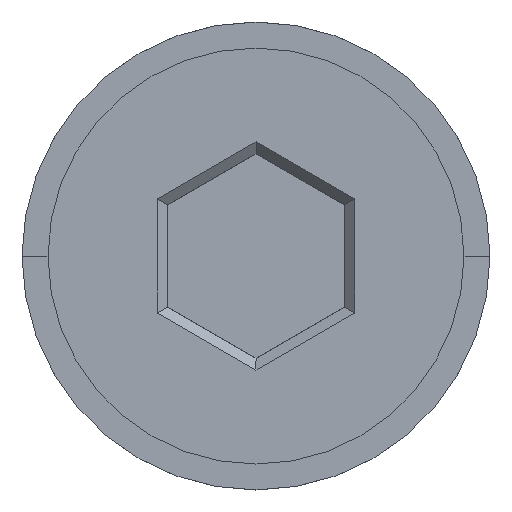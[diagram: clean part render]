
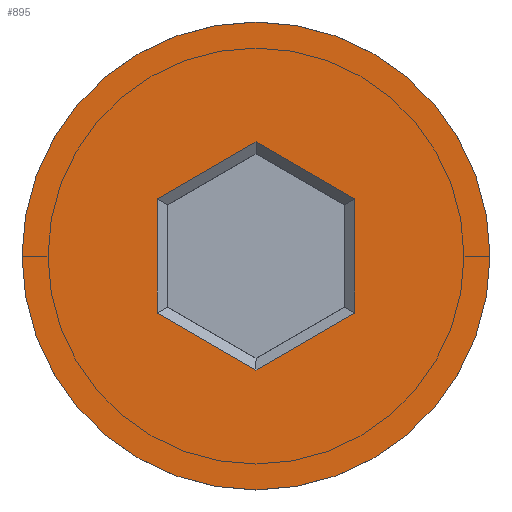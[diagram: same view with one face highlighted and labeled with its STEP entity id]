
A CAD part, top view. The second image highlights one B-rep face of the part: STEP entity #895.
In plain terms, the highlighted planar face has unit normal (0, 0, 1).
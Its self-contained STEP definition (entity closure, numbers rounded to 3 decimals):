
#9 = AXIS2_PLACEMENT_3D ( 'NONE', #1125, #110, #1117 ) ;
#35 = CARTESIAN_POINT ( 'NONE',  ( 0.1, -2.136, 0. ) ) ;
#110 = DIRECTION ( 'NONE',  ( 0., 0., 1. ) ) ;
#119 = CARTESIAN_POINT ( 'NONE',  ( -1.8, -1.155, 0. ) ) ;
#122 = VECTOR ( 'NONE', #360, 1000. ) ;
#133 = VERTEX_POINT ( 'NONE', #610 ) ;
#185 = DIRECTION ( 'NONE',  ( 1., 0., 0. ) ) ;
#192 = VERTEX_POINT ( 'NONE', #1288 ) ;
#227 = VERTEX_POINT ( 'NONE', #505 ) ;
#240 = FACE_OUTER_BOUND ( 'NONE', #1011, .T. ) ;
#241 = VERTEX_POINT ( 'NONE', #1279 ) ;
#271 = CARTESIAN_POINT ( 'NONE',  ( 0., 0., 0. ) ) ;
#272 = CARTESIAN_POINT ( 'NONE',  ( 1.8, 1.155, 0. ) ) ;
#299 = VERTEX_POINT ( 'NONE', #1199 ) ;
#310 = EDGE_CURVE ( 'NONE', #241, #192, #868, .T. ) ;
#325 = CARTESIAN_POINT ( 'NONE',  ( -1.9, 0.981, 0. ) ) ;
#343 = ORIENTED_EDGE ( 'NONE', *, *, #645, .T. ) ;
#360 = DIRECTION ( 'NONE',  ( 0., -1., 0. ) ) ;
#367 = DIRECTION ( 'NONE',  ( 0.866, 0.5, 0. ) ) ;
#382 = CARTESIAN_POINT ( 'NONE',  ( -0.1, 2.136, 0. ) ) ;
#385 = DIRECTION ( 'NONE',  ( -0.866, -0.5, 0. ) ) ;
#387 = LINE ( 'NONE', #382, #847 ) ;
#414 = CARTESIAN_POINT ( 'NONE',  ( 0., 0., 0. ) ) ;
#428 = ORIENTED_EDGE ( 'NONE', *, *, #1000, .T. ) ;
#431 = ORIENTED_EDGE ( 'NONE', *, *, #1213, .T. ) ;
#460 = EDGE_CURVE ( 'NONE', #299, #552, #558, .T. ) ;
#487 = LINE ( 'NONE', #1366, #122 ) ;
#505 = CARTESIAN_POINT ( 'NONE',  ( 0., 2.194, 0. ) ) ;
#552 = VERTEX_POINT ( 'NONE', #818 ) ;
#558 = LINE ( 'NONE', #119, #1295 ) ;
#594 = EDGE_CURVE ( 'NONE', #133, #227, #387, .T. ) ;
#603 = LINE ( 'NONE', #35, #1402 ) ;
#610 = CARTESIAN_POINT ( 'NONE',  ( -1.9, 1.097, 0. ) ) ;
#645 = EDGE_CURVE ( 'NONE', #227, #1315, #837, .T. ) ;
#669 = DIRECTION ( 'NONE',  ( 0., 1., 0. ) ) ;
#687 = AXIS2_PLACEMENT_3D ( 'NONE', #271, #727, #1179 ) ;
#717 = ORIENTED_EDGE ( 'NONE', *, *, #594, .T. ) ;
#727 = DIRECTION ( 'NONE',  ( 0., 0., 1. ) ) ;
#728 = DIRECTION ( 'NONE',  ( 0.866, -0.5, 0. ) ) ;
#780 = CIRCLE ( 'NONE', #687, 4.5 ) ;
#818 = CARTESIAN_POINT ( 'NONE',  ( -1.9, -1.097, 0. ) ) ;
#835 = ORIENTED_EDGE ( 'NONE', *, *, #310, .T. ) ;
#837 = LINE ( 'NONE', #272, #871 ) ;
#847 = VECTOR ( 'NONE', #367, 1000. ) ;
#855 = ORIENTED_EDGE ( 'NONE', *, *, #460, .T. ) ;
#863 = DIRECTION ( 'NONE',  ( 0., 0., 1. ) ) ;
#868 = CIRCLE ( 'NONE', #1113, 4.5 ) ;
#871 = VECTOR ( 'NONE', #728, 1000. ) ;
#895 = ADVANCED_FACE ( 'NONE', ( #1228, #240 ), #1148, .T. ) ;
#928 = CARTESIAN_POINT ( 'NONE',  ( 1.9, 1.097, 0. ) ) ;
#934 = EDGE_CURVE ( 'NONE', #1315, #1146, #487, .T. ) ;
#940 = EDGE_CURVE ( 'NONE', #1146, #299, #603, .T. ) ;
#1000 = EDGE_CURVE ( 'NONE', #192, #241, #780, .T. ) ;
#1004 = DIRECTION ( 'NONE',  ( -0.866, 0.5, 0. ) ) ;
#1011 = EDGE_LOOP ( 'NONE', ( #835, #428 ) ) ;
#1113 = AXIS2_PLACEMENT_3D ( 'NONE', #414, #863, #185 ) ;
#1117 = DIRECTION ( 'NONE',  ( 1., 0., 0. ) ) ;
#1124 = LINE ( 'NONE', #325, #1367 ) ;
#1125 = CARTESIAN_POINT ( 'NONE',  ( 0., 0., 0. ) ) ;
#1146 = VERTEX_POINT ( 'NONE', #1233 ) ;
#1148 = PLANE ( 'NONE',  #9 ) ;
#1179 = DIRECTION ( 'NONE',  ( 1., 0., 0. ) ) ;
#1199 = CARTESIAN_POINT ( 'NONE',  ( 0., -2.194, 0. ) ) ;
#1213 = EDGE_CURVE ( 'NONE', #552, #133, #1124, .T. ) ;
#1222 = EDGE_LOOP ( 'NONE', ( #855, #431, #717, #343, #1333, #1381 ) ) ;
#1228 = FACE_BOUND ( 'NONE', #1222, .T. ) ;
#1233 = CARTESIAN_POINT ( 'NONE',  ( 1.9, -1.097, 0. ) ) ;
#1279 = CARTESIAN_POINT ( 'NONE',  ( 4.5, 0., 0. ) ) ;
#1288 = CARTESIAN_POINT ( 'NONE',  ( -4.5, 0., 0. ) ) ;
#1295 = VECTOR ( 'NONE', #1004, 1000. ) ;
#1315 = VERTEX_POINT ( 'NONE', #928 ) ;
#1333 = ORIENTED_EDGE ( 'NONE', *, *, #934, .T. ) ;
#1366 = CARTESIAN_POINT ( 'NONE',  ( 1.9, -0.981, 0. ) ) ;
#1367 = VECTOR ( 'NONE', #669, 1000. ) ;
#1381 = ORIENTED_EDGE ( 'NONE', *, *, #940, .T. ) ;
#1402 = VECTOR ( 'NONE', #385, 1000. ) ;
